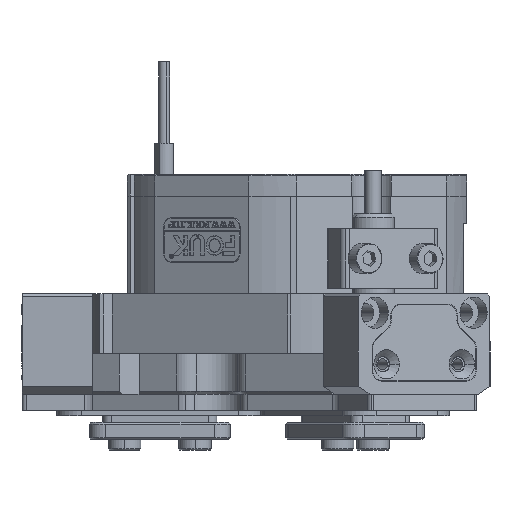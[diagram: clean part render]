
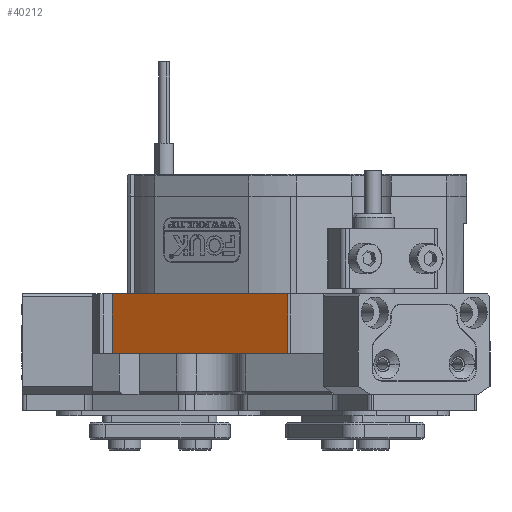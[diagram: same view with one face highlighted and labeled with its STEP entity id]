
A CAD part, left-side view. The second image highlights one B-rep face of the part: STEP entity #40212.
In plain terms, the highlighted planar face has unit normal (-0.866, 0.5, 0).
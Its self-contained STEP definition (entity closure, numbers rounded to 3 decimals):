
#126 = VERTEX_POINT ( 'NONE', #28782 ) ;
#638 = PLANE ( 'NONE',  #34738 ) ;
#711 = FACE_OUTER_BOUND ( 'NONE', #42025, .T. ) ;
#2132 = CARTESIAN_POINT ( 'NONE',  ( -20.323, 32.8, 3.5 ) ) ;
#4468 = VECTOR ( 'NONE', #20643, 1000. ) ;
#4627 = DIRECTION ( 'NONE',  ( 0.866, -0.5, 0. ) ) ;
#4840 = DIRECTION ( 'NONE',  ( 0., 0., 1. ) ) ;
#5106 = LINE ( 'NONE', #39808, #4468 ) ;
#5633 = CARTESIAN_POINT ( 'NONE',  ( -20.323, 32.8, -7.5 ) ) ;
#8483 = LINE ( 'NONE', #16555, #49343 ) ;
#13150 = DIRECTION ( 'NONE',  ( 0.5, 0.866, 0. ) ) ;
#14423 = ORIENTED_EDGE ( 'NONE', *, *, #15098, .T. ) ;
#15098 = EDGE_CURVE ( 'NONE', #22866, #35053, #21060, .T. ) ;
#16365 = CARTESIAN_POINT ( 'NONE',  ( -17.92, 36.961, -7.5 ) ) ;
#16555 = CARTESIAN_POINT ( 'NONE',  ( -38.997, 0.455, -15. ) ) ;
#18682 = EDGE_CURVE ( 'NONE', #126, #22866, #8483, .T. ) ;
#20643 = DIRECTION ( 'NONE',  ( 0., 0., -1. ) ) ;
#21060 = LINE ( 'NONE', #33191, #27262 ) ;
#22866 = VERTEX_POINT ( 'NONE', #39464 ) ;
#23408 = ORIENTED_EDGE ( 'NONE', *, *, #18682, .T. ) ;
#27262 = VECTOR ( 'NONE', #13150, 1000. ) ;
#28140 = DIRECTION ( 'NONE',  ( 0.5, 0.866, 0. ) ) ;
#28782 = CARTESIAN_POINT ( 'NONE',  ( -38.997, 0.455, -7.5 ) ) ;
#31904 = CARTESIAN_POINT ( 'NONE',  ( -17.92, 36.961, -26.5 ) ) ;
#32793 = DIRECTION ( 'NONE',  ( 0.5, 0.866, 0. ) ) ;
#33191 = CARTESIAN_POINT ( 'NONE',  ( -17.92, 36.961, 3.5 ) ) ;
#34738 = AXIS2_PLACEMENT_3D ( 'NONE', #31904, #4627, #28140 ) ;
#34863 = VERTEX_POINT ( 'NONE', #5633 ) ;
#35053 = VERTEX_POINT ( 'NONE', #2132 ) ;
#39464 = CARTESIAN_POINT ( 'NONE',  ( -38.997, 0.455, 3.5 ) ) ;
#39808 = CARTESIAN_POINT ( 'NONE',  ( -20.323, 32.8, -26.5 ) ) ;
#40099 = ORIENTED_EDGE ( 'NONE', *, *, #42389, .T. ) ;
#40212 = ADVANCED_FACE ( 'NONE', ( #711 ), #638, .F. ) ;
#42025 = EDGE_LOOP ( 'NONE', ( #14423, #40099, #46447, #23408 ) ) ;
#42389 = EDGE_CURVE ( 'NONE', #35053, #34863, #5106, .T. ) ;
#46447 = ORIENTED_EDGE ( 'NONE', *, *, #47692, .F. ) ;
#47692 = EDGE_CURVE ( 'NONE', #126, #34863, #50479, .T. ) ;
#49228 = VECTOR ( 'NONE', #32793, 1000. ) ;
#49343 = VECTOR ( 'NONE', #4840, 1000. ) ;
#50479 = LINE ( 'NONE', #16365, #49228 ) ;
